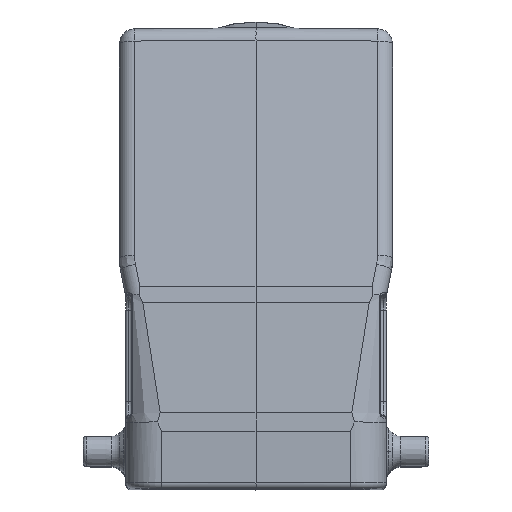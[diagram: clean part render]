
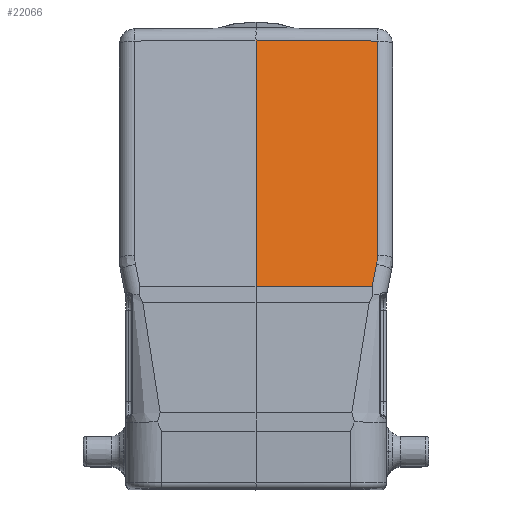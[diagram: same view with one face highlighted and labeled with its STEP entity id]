
A CAD part, top view. The second image highlights one B-rep face of the part: STEP entity #22066.
In plain terms, the highlighted planar face has unit normal (0.009, 0.19, 0.982).
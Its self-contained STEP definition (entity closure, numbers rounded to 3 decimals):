
#4658=DIRECTION('',(0.,-0.982,0.19));
#4659=VECTOR('',#4658,41.382);
#4660=CARTESIAN_POINT('',(0.,19.39,49.891));
#4661=LINE('',#4660,#4659);
#4662=DIRECTION('',(-1.,0.009,0.007));
#4663=VECTOR('',#4662,20.023);
#4664=CARTESIAN_POINT('',(20.022,19.215,49.747));
#4665=LINE('',#4664,#4663);
#4666=CARTESIAN_POINT('',(19.876,-17.591,56.859));
#4667=CARTESIAN_POINT('',(19.973,-17.107,56.764));
#4668=CARTESIAN_POINT('',(20.022,-16.614,56.669));
#4669=CARTESIAN_POINT('',(20.022,-16.12,56.573));
#4671=DIRECTION('',(0.193,0.963,-0.188));
#4672=VECTOR('',#4671,3.79);
#4673=CARTESIAN_POINT('',(19.146,-21.241,57.57));
#4674=LINE('',#4673,#4672);
#4693=CARTESIAN_POINT('',(0.,-21.241,57.74));
#4717=DIRECTION('',(-1.,0.,0.009));
#4718=VECTOR('',#4717,19.147);
#4719=CARTESIAN_POINT('',(19.146,-21.241,57.57));
#4720=LINE('',#4719,#4718);
#5429=DIRECTION('',(0.,-0.982,0.19));
#5430=VECTOR('',#5429,35.988);
#5431=CARTESIAN_POINT('',(20.022,19.215,49.747));
#5432=LINE('',#5431,#5430);
#5455=CARTESIAN_POINT('',(0.,19.39,49.891));
#9892=CARTESIAN_POINT('',(20.022,19.215,49.747));
#9894=VERTEX_POINT('',#9892);
#9909=VERTEX_POINT('',#5455);
#10377=VERTEX_POINT('',#4693);
#10389=CARTESIAN_POINT('',(19.146,-21.241,
57.57));
#10390=VERTEX_POINT('',#10389);
#10652=CARTESIAN_POINT('',(19.876,-17.591,
56.859));
#10653=VERTEX_POINT('',#10652);
#10664=VERTEX_POINT('',#4669);
#22048=CARTESIAN_POINT('',(0.,-22.585,58.));
#22049=DIRECTION('',(0.009,0.19,0.982));
#22050=DIRECTION('',(0.,-0.982,0.19));
#22051=AXIS2_PLACEMENT_3D('',#22048,#22049,#22050);
#22052=PLANE('',#22051);
#22054=ORIENTED_EDGE('',*,*,#22053,.F.);
#22056=ORIENTED_EDGE('',*,*,#22055,.F.);
#22058=ORIENTED_EDGE('',*,*,#22057,.T.);
#22060=ORIENTED_EDGE('',*,*,#22059,.F.);
#22061=ORIENTED_EDGE('',*,*,#22033,.F.);
#22063=ORIENTED_EDGE('',*,*,#22062,.T.);
#22064=EDGE_LOOP('',(#22054,#22056,#22058,#22060,#22061,#22063));
#22065=FACE_OUTER_BOUND('',#22064,.F.);
#4670=B_SPLINE_CURVE_WITH_KNOTS('',3,(#4666,#4667,#4668,#4669),.UNSPECIFIED.,
.F.,.F.,(4,4),(0.,1.),.UNSPECIFIED.);
#22033=EDGE_CURVE('',#10390,#10653,#4674,.T.);
#22053=EDGE_CURVE('',#9909,#10377,#4661,.T.);
#22055=EDGE_CURVE('',#9894,#9909,#4665,.T.);
#22057=EDGE_CURVE('',#9894,#10664,#5432,.T.);
#22059=EDGE_CURVE('',#10653,#10664,#4670,.T.);
#22062=EDGE_CURVE('',#10390,#10377,#4720,.T.);
#22066=ADVANCED_FACE('',(#22065),#22052,.T.);
